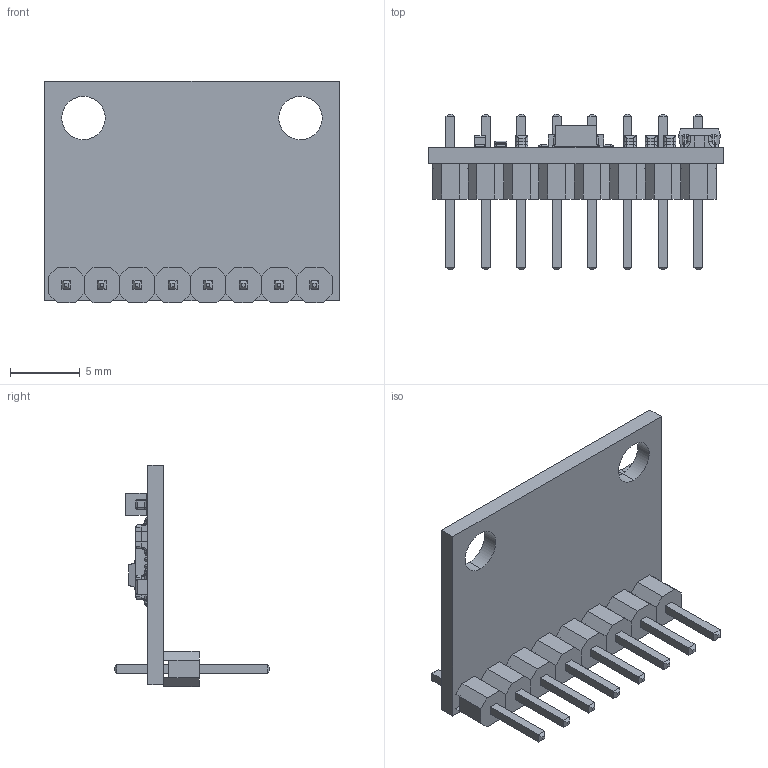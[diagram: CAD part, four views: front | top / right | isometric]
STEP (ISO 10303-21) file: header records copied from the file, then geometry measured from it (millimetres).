
FILE_DESCRIPTION (( 'STEP AP203' ), '1' );
FILE_NAME ('MPU_6050_IMU.step_Default_sldprt.STEP', '2020-12-09T15:01:00', ( '' ), ( '' ), 'SwSTEP 2.0', 'SolidWorks 2020', '' );
FILE_SCHEMA (( 'CONFIG_CONTROL_DESIGN' ));
Length unit declared in the file: millimetre
Products named in the file (1): MPU_6050_IMU.step_Default_sldprt
Bounding box: 21.11 x 11.18 x 15.88 mm (x, y, z)
Surface area: 1406.8 mm2 (no closed solid volume)
Topology: 0 solids, 23 shells, 1134 faces, 2787 edges, 1630 vertices
Faces by surface type: plane 635, cylinder 325, torus 92, sphere 72, bspline 10
Entity records: 36673 total; most frequent: CARTESIAN_POINT 16179, ORIENTED_EDGE 5338, EDGE_CURVE 2725, B_SPLINE_CURVE_WITH_KNOTS 2723, DIRECTION 2250, VERTEX_POINT 1630, EDGE_LOOP 1171, ADVANCED_FACE 1134
